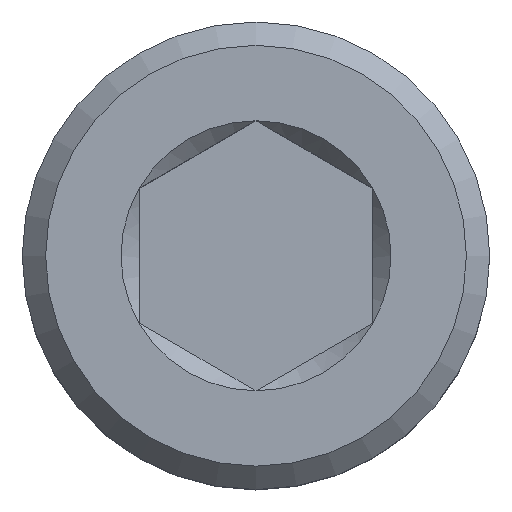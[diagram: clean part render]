
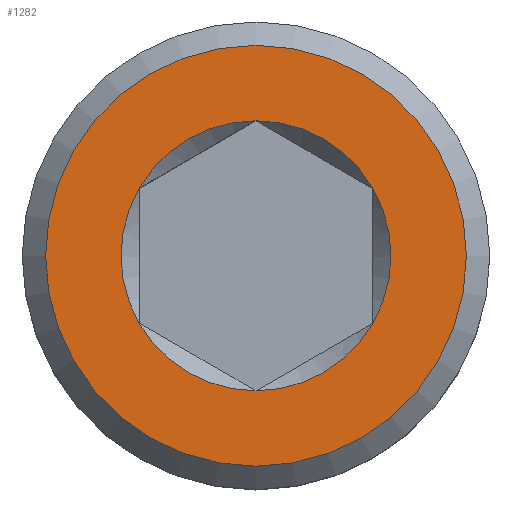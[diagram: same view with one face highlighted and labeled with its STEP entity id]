
A CAD part, top view. The second image highlights one B-rep face of the part: STEP entity #1282.
In plain terms, the highlighted planar face has unit normal (0, 0, 1).
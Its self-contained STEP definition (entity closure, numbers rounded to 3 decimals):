
#15=FACE_BOUND('',#179,.T.);
#18=PLANE('',#1379);
#104=FACE_OUTER_BOUND('',#178,.T.);
#178=EDGE_LOOP('',(#1117));
#179=EDGE_LOOP('',(#1118,#1119,#1120,#1121,#1122,#1123));
#200=CIRCLE('',#1368,4.5);
#201=CIRCLE('',#1370,2.887);
#205=CIRCLE('',#1380,2.887);
#206=CIRCLE('',#1381,2.887);
#207=CIRCLE('',#1382,2.887);
#208=CIRCLE('',#1383,2.887);
#209=CIRCLE('',#1384,2.887);
#559=VERTEX_POINT('',#5414);
#560=VERTEX_POINT('',#5418);
#561=VERTEX_POINT('',#5419);
#568=VERTEX_POINT('',#6907);
#569=VERTEX_POINT('',#6909);
#570=VERTEX_POINT('',#6911);
#571=VERTEX_POINT('',#6913);
#736=EDGE_CURVE('',#559,#559,#200,.T.);
#738=EDGE_CURVE('',#560,#561,#201,.T.);
#753=EDGE_CURVE('',#561,#568,#205,.T.);
#754=EDGE_CURVE('',#569,#560,#206,.T.);
#755=EDGE_CURVE('',#570,#569,#207,.T.);
#756=EDGE_CURVE('',#571,#570,#208,.T.);
#757=EDGE_CURVE('',#568,#571,#209,.T.);
#1117=ORIENTED_EDGE('',*,*,#736,.T.);
#1118=ORIENTED_EDGE('',*,*,#753,.F.);
#1119=ORIENTED_EDGE('',*,*,#738,.F.);
#1120=ORIENTED_EDGE('',*,*,#754,.F.);
#1121=ORIENTED_EDGE('',*,*,#755,.F.);
#1122=ORIENTED_EDGE('',*,*,#756,.F.);
#1123=ORIENTED_EDGE('',*,*,#757,.F.);
#1282=ADVANCED_FACE('',(#104,#15),#18,.T.);
#1368=AXIS2_PLACEMENT_3D('',#5416,#1568,#1569);
#1370=AXIS2_PLACEMENT_3D('',#5423,#1572,#1573);
#1379=AXIS2_PLACEMENT_3D('',#6906,#1592,#1593);
#1380=AXIS2_PLACEMENT_3D('',#6908,#1594,#1595);
#1381=AXIS2_PLACEMENT_3D('',#6910,#1596,#1597);
#1382=AXIS2_PLACEMENT_3D('',#6912,#1598,#1599);
#1383=AXIS2_PLACEMENT_3D('',#6914,#1600,#1601);
#1384=AXIS2_PLACEMENT_3D('',#6915,#1602,#1603);
#1568=DIRECTION('center_axis',(0.,0.,
1.));
#1569=DIRECTION('ref_axis',(-1.,0.,0.));
#1572=DIRECTION('center_axis',(0.,0.,
1.));
#1573=DIRECTION('ref_axis',(-1.,0.,0.));
#1592=DIRECTION('center_axis',(0.,0.,
1.));
#1593=DIRECTION('ref_axis',(-1.,0.,0.));
#1594=DIRECTION('center_axis',(0.,0.,
1.));
#1595=DIRECTION('ref_axis',(-1.,0.,0.));
#1596=DIRECTION('center_axis',(0.,0.,
1.));
#1597=DIRECTION('ref_axis',(-1.,0.,0.));
#1598=DIRECTION('center_axis',(0.,0.,
1.));
#1599=DIRECTION('ref_axis',(-1.,0.,0.));
#1600=DIRECTION('center_axis',(0.,0.,
1.));
#1601=DIRECTION('ref_axis',(-1.,0.,0.));
#1602=DIRECTION('center_axis',(0.,0.,
1.));
#1603=DIRECTION('ref_axis',(-1.,0.,0.));
#5414=CARTESIAN_POINT('',(-4.5,0.139,0.));
#5416=CARTESIAN_POINT('Origin',(0.,0.139,
0.));
#5418=CARTESIAN_POINT('',(-2.5,1.582,0.));
#5419=CARTESIAN_POINT('',(-2.5,-1.305,0.));
#5423=CARTESIAN_POINT('Origin',(0.,0.139,
0.));
#6906=CARTESIAN_POINT('Origin',(0.,0.139,
0.));
#6907=CARTESIAN_POINT('',(0.,-2.748,0.));
#6908=CARTESIAN_POINT('Origin',(0.,0.139,
0.));
#6909=CARTESIAN_POINT('',(0.,3.025,0.));
#6910=CARTESIAN_POINT('Origin',(0.,0.139,
0.));
#6911=CARTESIAN_POINT('',(2.5,1.582,0.));
#6912=CARTESIAN_POINT('Origin',(0.,0.139,
0.));
#6913=CARTESIAN_POINT('',(2.5,-1.305,0.));
#6914=CARTESIAN_POINT('Origin',(0.,0.139,
0.));
#6915=CARTESIAN_POINT('Origin',(0.,0.139,
0.));
